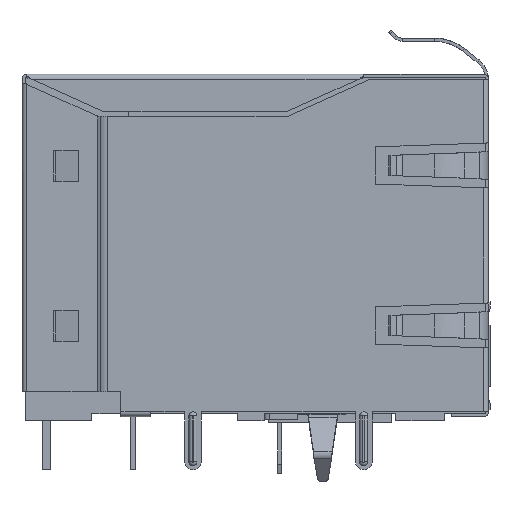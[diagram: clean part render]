
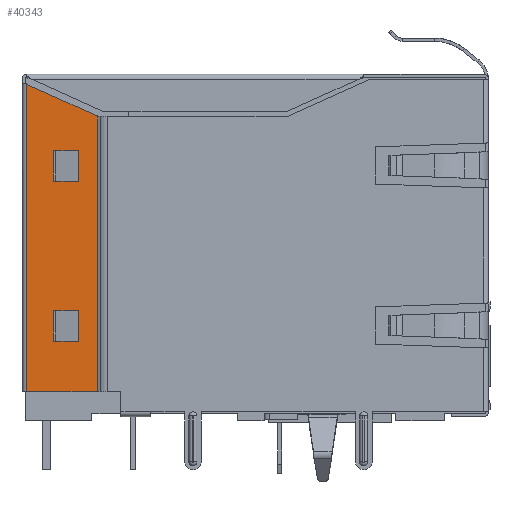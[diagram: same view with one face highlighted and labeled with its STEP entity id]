
A CAD part, left-side view. The second image highlights one B-rep face of the part: STEP entity #40343.
In plain terms, the highlighted planar face has unit normal (-1, 0, 0).
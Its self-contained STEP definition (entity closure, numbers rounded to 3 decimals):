
#1819=PLANE('',#42703);
#5170=LINE('',#62728,#8727);
#5172=LINE('',#62733,#8729);
#5176=LINE('',#62740,#8733);
#5178=LINE('',#62743,#8735);
#5182=LINE('',#62752,#8739);
#5184=LINE('',#62757,#8741);
#5188=LINE('',#62764,#8745);
#5190=LINE('',#62767,#8747);
#5192=LINE('',#62772,#8749);
#5203=LINE('',#62811,#8760);
#5204=LINE('',#62813,#8761);
#5205=LINE('',#62815,#8762);
#8727=VECTOR('',#50285,1000.);
#8729=VECTOR('',#50289,1000.);
#8733=VECTOR('',#50295,1000.);
#8735=VECTOR('',#50299,1000.);
#8739=VECTOR('',#50305,1000.);
#8741=VECTOR('',#50309,1000.);
#8745=VECTOR('',#50315,1000.);
#8747=VECTOR('',#50319,1000.);
#8749=VECTOR('',#50323,1000.);
#8760=VECTOR('',#50342,1000.);
#8761=VECTOR('',#50343,1000.);
#8762=VECTOR('',#50344,1000.);
#17350=ORIENTED_EDGE('',*,*,#23030,.T.);
#17351=ORIENTED_EDGE('',*,*,#23022,.T.);
#17352=ORIENTED_EDGE('',*,*,#23024,.T.);
#17353=ORIENTED_EDGE('',*,*,#23028,.T.);
#17354=ORIENTED_EDGE('',*,*,#23045,.T.);
#17355=ORIENTED_EDGE('',*,*,#23046,.T.);
#17356=ORIENTED_EDGE('',*,*,#23047,.T.);
#17357=ORIENTED_EDGE('',*,*,#23032,.T.);
#17358=ORIENTED_EDGE('',*,*,#23018,.T.);
#17359=ORIENTED_EDGE('',*,*,#23010,.T.);
#17360=ORIENTED_EDGE('',*,*,#23012,.T.);
#17361=ORIENTED_EDGE('',*,*,#23016,.T.);
#23010=EDGE_CURVE('',#26352,#26355,#5170,.T.);
#23012=EDGE_CURVE('',#26355,#26356,#5172,.T.);
#23016=EDGE_CURVE('',#26356,#26359,#5176,.T.);
#23018=EDGE_CURVE('',#26359,#26352,#5178,.T.);
#23022=EDGE_CURVE('',#26360,#26363,#5182,.T.);
#23024=EDGE_CURVE('',#26363,#26364,#5184,.T.);
#23028=EDGE_CURVE('',#26364,#26367,#5188,.T.);
#23030=EDGE_CURVE('',#26367,#26360,#5190,.T.);
#23032=EDGE_CURVE('',#26370,#26369,#5192,.T.);
#23045=EDGE_CURVE('',#26369,#26378,#5203,.T.);
#23046=EDGE_CURVE('',#26378,#26379,#5204,.T.);
#23047=EDGE_CURVE('',#26379,#26370,#5205,.T.);
#26352=VERTEX_POINT('',#62722);
#26355=VERTEX_POINT('',#62727);
#26356=VERTEX_POINT('',#62731);
#26359=VERTEX_POINT('',#62739);
#26360=VERTEX_POINT('',#62746);
#26363=VERTEX_POINT('',#62751);
#26364=VERTEX_POINT('',#62755);
#26367=VERTEX_POINT('',#62763);
#26369=VERTEX_POINT('',#62771);
#26370=VERTEX_POINT('',#62773);
#26378=VERTEX_POINT('',#62812);
#26379=VERTEX_POINT('',#62814);
#28798=EDGE_LOOP('',(#17350,#17351,#17352,#17353));
#28799=EDGE_LOOP('',(#17354,#17355,#17356,#17357));
#28800=EDGE_LOOP('',(#17358,#17359,#17360,#17361));
#30681=FACE_BOUND('',#28798,.T.);
#30682=FACE_BOUND('',#28799,.T.);
#30683=FACE_BOUND('',#28800,.T.);
#40343=ADVANCED_FACE('',(#30681,#30682,#30683),#1819,.F.);
#42703=AXIS2_PLACEMENT_3D('',#62810,#50340,#50341);
#50285=DIRECTION('',(0.,1.,0.));
#50289=DIRECTION('',(0.,0.,1.));
#50295=DIRECTION('',(0.,-1.,0.));
#50299=DIRECTION('',(0.,0.,-1.));
#50305=DIRECTION('',(0.,1.,0.));
#50309=DIRECTION('',(0.,0.,1.));
#50315=DIRECTION('',(0.,-1.,0.));
#50319=DIRECTION('',(0.,0.,-1.));
#50323=DIRECTION('',(0.,0.912,0.411));
#50340=DIRECTION('',(1.,0.,0.));
#50341=DIRECTION('',(0.,1.,0.));
#50342=DIRECTION('',(0.,0.,-1.));
#50343=DIRECTION('',(0.,-1.,0.));
#50344=DIRECTION('',(0.,0.,1.));
#62722=CARTESIAN_POINT('',(-8.125,10.98,4.));
#62727=CARTESIAN_POINT('',(-8.125,12.53,4.));
#62728=CARTESIAN_POINT('',(-8.125,0.,4.));
#62731=CARTESIAN_POINT('',(-8.125,12.53,5.9));
#62733=CARTESIAN_POINT('',(-8.125,12.53,0.));
#62739=CARTESIAN_POINT('',(-8.125,10.98,5.9));
#62740=CARTESIAN_POINT('',(-8.125,0.,5.9));
#62743=CARTESIAN_POINT('',(-8.125,10.98,0.));
#62746=CARTESIAN_POINT('',(-8.125,10.98,-5.95));
#62751=CARTESIAN_POINT('',(-8.125,12.53,-5.95));
#62752=CARTESIAN_POINT('',(-8.125,0.,-5.95));
#62755=CARTESIAN_POINT('',(-8.125,12.53,-4.05));
#62757=CARTESIAN_POINT('',(-8.125,12.53,0.));
#62763=CARTESIAN_POINT('',(-8.125,10.98,-4.05));
#62764=CARTESIAN_POINT('',(-8.125,0.,-4.05));
#62767=CARTESIAN_POINT('',(-8.125,10.98,0.));
#62771=CARTESIAN_POINT('',(-8.125,14.2,10.021));
#62772=CARTESIAN_POINT('',(-8.125,9.83,8.051));
#62773=CARTESIAN_POINT('',(-8.125,9.83,8.051));
#62810=CARTESIAN_POINT('',(-8.125,0.,0.));
#62811=CARTESIAN_POINT('',(-8.125,14.2,10.021));
#62812=CARTESIAN_POINT('',(-8.125,14.2,-9.1));
#62813=CARTESIAN_POINT('',(-8.125,14.33,-9.1));
#62814=CARTESIAN_POINT('',(-8.125,9.83,-9.1));
#62815=CARTESIAN_POINT('',(-8.125,9.83,-9.1));
